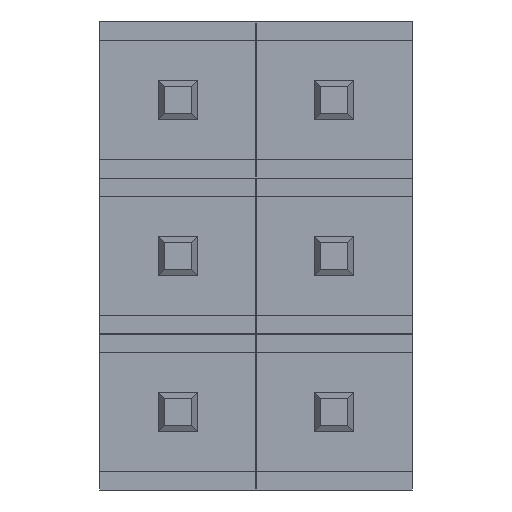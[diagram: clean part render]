
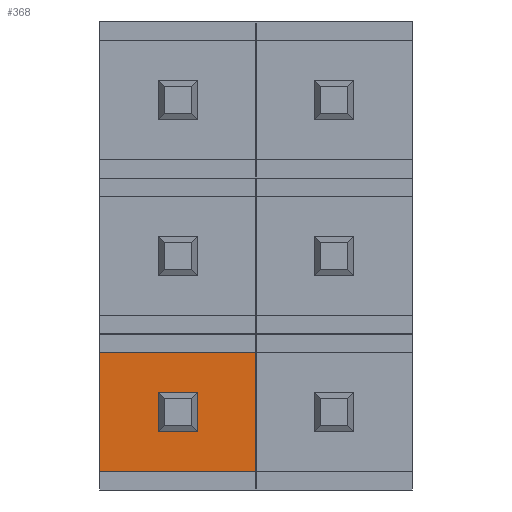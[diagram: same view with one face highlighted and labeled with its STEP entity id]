
A CAD part, front view. The second image highlights one B-rep face of the part: STEP entity #368.
In plain terms, the highlighted planar face has unit normal (0, -1, 0).
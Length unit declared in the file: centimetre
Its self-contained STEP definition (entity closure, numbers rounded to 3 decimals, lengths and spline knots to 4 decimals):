
#3 = VECTOR ( 'NONE', #428, 100. ) ;
#26 = FACE_OUTER_BOUND ( 'NONE', #884, .T. ) ;
#90 = DIRECTION ( 'NONE',  ( 0., 0., -1. ) ) ;
#116 = EDGE_CURVE ( 'NONE', #1146, #1012, #476, .T. ) ;
#126 = LINE ( 'NONE', #1333, #438 ) ;
#168 = ORIENTED_EDGE ( 'NONE', *, *, #1212, .F. ) ;
#180 = CARTESIAN_POINT ( 'NONE',  ( 0.032, -0.097, 0.032 ) ) ;
#185 = VECTOR ( 'NONE', #778, 100. ) ;
#194 = CARTESIAN_POINT ( 'NONE',  ( -0.032, -0.097, -0.032 ) ) ;
#281 = CARTESIAN_POINT ( 'NONE',  ( -0.032, -0.097, 0.032 ) ) ;
#286 = CARTESIAN_POINT ( 'NONE',  ( -0.127, -0.097, 0.097 ) ) ;
#295 = EDGE_CURVE ( 'NONE', #382, #413, #1391, .T. ) ;
#305 = LINE ( 'NONE', #194, #3 ) ;
#337 = FACE_BOUND ( 'NONE', #1359, .T. ) ;
#347 = ORIENTED_EDGE ( 'NONE', *, *, #521, .T. ) ;
#368 = ADVANCED_FACE ( 'NONE', ( #337, #26 ), #968, .F. ) ;
#382 = VERTEX_POINT ( 'NONE', #1429 ) ;
#399 = VECTOR ( 'NONE', #1225, 100. ) ;
#401 = CARTESIAN_POINT ( 'NONE',  ( -0.032, -0.097, -0.032 ) ) ;
#406 = DIRECTION ( 'NONE',  ( -1., 0., 0. ) ) ;
#411 = CARTESIAN_POINT ( 'NONE',  ( 0.127, -0.097, 0.097 ) ) ;
#413 = VERTEX_POINT ( 'NONE', #411 ) ;
#428 = DIRECTION ( 'NONE',  ( 1., 0., 0. ) ) ;
#438 = VECTOR ( 'NONE', #1330, 100. ) ;
#474 = VERTEX_POINT ( 'NONE', #979 ) ;
#476 = LINE ( 'NONE', #1342, #1341 ) ;
#483 = VECTOR ( 'NONE', #971, 100. ) ;
#521 = EDGE_CURVE ( 'NONE', #382, #1185, #972, .T. ) ;
#533 = ORIENTED_EDGE ( 'NONE', *, *, #751, .T. ) ;
#570 = EDGE_CURVE ( 'NONE', #1012, #1030, #632, .T. ) ;
#575 = ORIENTED_EDGE ( 'NONE', *, *, #570, .F. ) ;
#632 = LINE ( 'NONE', #664, #185 ) ;
#664 = CARTESIAN_POINT ( 'NONE',  ( -0.032, -0.097, 0.097 ) ) ;
#671 = VECTOR ( 'NONE', #90, 100. ) ;
#699 = CARTESIAN_POINT ( 'NONE',  ( 0.127, -0.097, 0.127 ) ) ;
#731 = LINE ( 'NONE', #699, #1045 ) ;
#751 = EDGE_CURVE ( 'NONE', #474, #413, #731, .T. ) ;
#778 = DIRECTION ( 'NONE',  ( 0., 0., -1. ) ) ;
#806 = DIRECTION ( 'NONE',  ( 0., 0., 1. ) ) ;
#817 = ORIENTED_EDGE ( 'NONE', *, *, #116, .F. ) ;
#873 = DIRECTION ( 'NONE',  ( -1., 0., 0. ) ) ;
#884 = EDGE_LOOP ( 'NONE', ( #347, #168, #533, #913 ) ) ;
#913 = ORIENTED_EDGE ( 'NONE', *, *, #295, .F. ) ;
#968 = PLANE ( 'NONE',  #975 ) ;
#971 = DIRECTION ( 'NONE',  ( 1., 0., 0. ) ) ;
#972 = LINE ( 'NONE', #1003, #671 ) ;
#975 = AXIS2_PLACEMENT_3D ( 'NONE', #286, #1092, #406 ) ;
#979 = CARTESIAN_POINT ( 'NONE',  ( 0.127, -0.097, -0.097 ) ) ;
#998 = CARTESIAN_POINT ( 'NONE',  ( 0.032, -0.097, -0.032 ) ) ;
#1003 = CARTESIAN_POINT ( 'NONE',  ( -0.127, -0.097, 0.127 ) ) ;
#1012 = VERTEX_POINT ( 'NONE', #281 ) ;
#1030 = VERTEX_POINT ( 'NONE', #401 ) ;
#1045 = VECTOR ( 'NONE', #806, 100. ) ;
#1092 = DIRECTION ( 'NONE',  ( 0., 1., 0. ) ) ;
#1111 = ORIENTED_EDGE ( 'NONE', *, *, #1217, .F. ) ;
#1146 = VERTEX_POINT ( 'NONE', #180 ) ;
#1185 = VERTEX_POINT ( 'NONE', #1218 ) ;
#1188 = CARTESIAN_POINT ( 'NONE',  ( -0.127, -0.097, 0.097 ) ) ;
#1212 = EDGE_CURVE ( 'NONE', #474, #1185, #126, .T. ) ;
#1217 = EDGE_CURVE ( 'NONE', #1258, #1146, #1305, .T. ) ;
#1218 = CARTESIAN_POINT ( 'NONE',  ( -0.127, -0.097, -0.097 ) ) ;
#1225 = DIRECTION ( 'NONE',  ( 0., 0., 1. ) ) ;
#1258 = VERTEX_POINT ( 'NONE', #998 ) ;
#1305 = LINE ( 'NONE', #1450, #399 ) ;
#1330 = DIRECTION ( 'NONE',  ( -1., 0., 0. ) ) ;
#1333 = CARTESIAN_POINT ( 'NONE',  ( -0.127, -0.097, -0.097 ) ) ;
#1341 = VECTOR ( 'NONE', #873, 100. ) ;
#1342 = CARTESIAN_POINT ( 'NONE',  ( -0.032, -0.097, 0.032 ) ) ;
#1359 = EDGE_LOOP ( 'NONE', ( #817, #1111, #1475, #575 ) ) ;
#1370 = EDGE_CURVE ( 'NONE', #1030, #1258, #305, .T. ) ;
#1391 = LINE ( 'NONE', #1188, #483 ) ;
#1429 = CARTESIAN_POINT ( 'NONE',  ( -0.127, -0.097, 0.097 ) ) ;
#1450 = CARTESIAN_POINT ( 'NONE',  ( 0.032, -0.097, 0.032 ) ) ;
#1475 = ORIENTED_EDGE ( 'NONE', *, *, #1370, .F. ) ;
